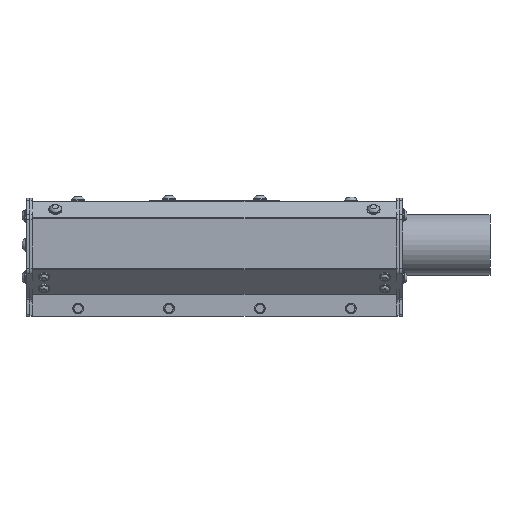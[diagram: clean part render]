
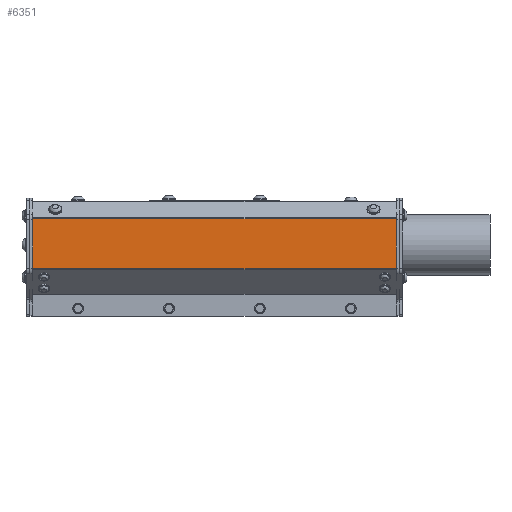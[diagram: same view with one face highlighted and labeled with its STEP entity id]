
A CAD part, top view. The second image highlights one B-rep face of the part: STEP entity #6351.
In plain terms, the highlighted planar face has unit normal (0, 0, 1).
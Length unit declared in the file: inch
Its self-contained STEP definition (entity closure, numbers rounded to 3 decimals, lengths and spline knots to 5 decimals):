
#295=LINE('',#18384,#593);
#329=LINE('',#18497,#627);
#576=LINE('',#20298,#874);
#578=LINE('',#20301,#876);
#593=VECTOR('',#7222,0.3937);
#627=VECTOR('',#7302,0.3937);
#874=VECTOR('',#8891,0.3937);
#876=VECTOR('',#8895,0.3937);
#1056=PLANE('',#7108);
#1822=FACE_OUTER_BOUND('',#2388,.T.);
#2388=EDGE_LOOP('',(#5785,#5786,#5787,#5788));
#2849=VERTEX_POINT('',#18381);
#2850=VERTEX_POINT('',#18383);
#2905=VERTEX_POINT('',#18494);
#2906=VERTEX_POINT('',#18496);
#3438=EDGE_CURVE('',#2850,#2849,#295,.T.);
#3494=EDGE_CURVE('',#2905,#2906,#329,.T.);
#4176=EDGE_CURVE('',#2906,#2849,#576,.T.);
#4178=EDGE_CURVE('',#2850,#2905,#578,.T.);
#5785=ORIENTED_EDGE('',*,*,#4176,.F.);
#5786=ORIENTED_EDGE('',*,*,#3494,.F.);
#5787=ORIENTED_EDGE('',*,*,#4178,.F.);
#5788=ORIENTED_EDGE('',*,*,#3438,.T.);
#6351=ADVANCED_FACE('',(#1822),#1056,.T.);
#7108=AXIS2_PLACEMENT_3D('',#20300,#8893,#8894);
#7222=DIRECTION('',(0.,-1.,0.));
#7302=DIRECTION('',(0.,-1.,0.));
#8891=DIRECTION('',(-1.,0.,0.));
#8893=DIRECTION('center_axis',(0.,0.,
1.));
#8894=DIRECTION('ref_axis',(0.,-1.,0.));
#8895=DIRECTION('',(1.,0.,0.));
#18381=CARTESIAN_POINT('',(-0.38097,0.24108,1.91743));
#18383=CARTESIAN_POINT('',(-0.38097,1.87934,1.91743));
#18384=CARTESIAN_POINT('',(-0.38097,1.90419,1.91743));
#18494=CARTESIAN_POINT('',(11.61903,1.87934,1.91743));
#18496=CARTESIAN_POINT('',(11.61903,0.24108,1.91743));
#18497=CARTESIAN_POINT('',(11.61903,1.90419,1.91743));
#20298=CARTESIAN_POINT('',(-0.38097,0.24108,1.91743));
#20300=CARTESIAN_POINT('Origin',(-0.38097,1.90419,1.91743));
#20301=CARTESIAN_POINT('',(-0.38097,1.87934,1.91743));
